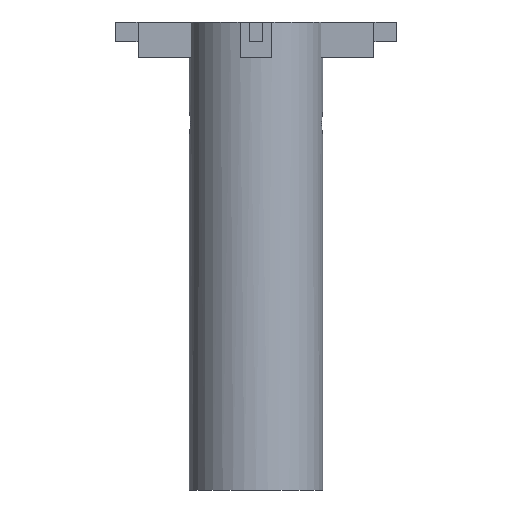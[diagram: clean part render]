
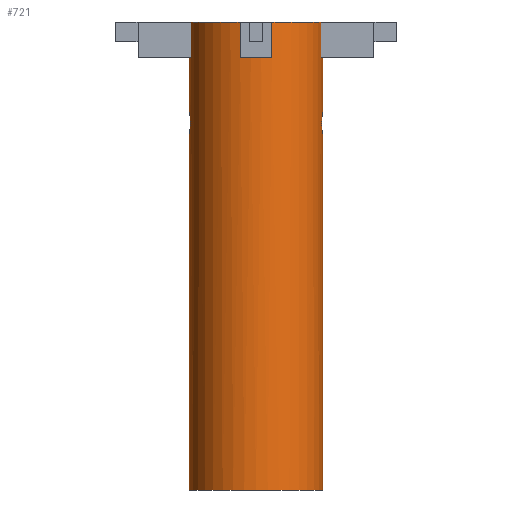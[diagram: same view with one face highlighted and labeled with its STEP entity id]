
A CAD part, left-side view. The second image highlights one B-rep face of the part: STEP entity #721.
In plain terms, the highlighted cylindrical face has radius 10.795 mm (diameter 21.59 mm), a full revolution.
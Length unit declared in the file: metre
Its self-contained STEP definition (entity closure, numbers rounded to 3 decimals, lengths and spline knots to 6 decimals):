
#12=B_SPLINE_CURVE_WITH_KNOTS('',3,(#1119,#1120,#1121,#1122,#1123,#1124,
#1125,#1126,#1127,#1128,#1129),.UNSPECIFIED.,.T.,.F.,(1,1,1,1,1,1,1,1,1,
1,1,1,1,1,1),(-0.004699,-0.003133,-0.001566,
0.,0.001566,0.003133,0.004699,
0.006266,0.007832,0.009398,0.010965,
0.012531,0.014098,0.015664,0.017231),
 .UNSPECIFIED.);
#13=B_SPLINE_CURVE_WITH_KNOTS('',3,(#1131,#1132,#1133,#1134,#1135,#1136,
#1137,#1138,#1139,#1140,#1141),.UNSPECIFIED.,.T.,.F.,(1,1,1,1,1,1,1,1,1,
1,1,1,1,1,1),(-0.004699,-0.003133,-0.001566,
0.,0.001566,0.003133,0.004699,
0.006266,0.007832,0.009398,0.010965,
0.012531,0.014098,0.015664,0.017231),
 .UNSPECIFIED.);
#16=CYLINDRICAL_SURFACE('',#778,0.010795);
#20=CIRCLE('',#771,0.010795);
#21=CIRCLE('',#772,0.010795);
#22=CIRCLE('',#773,0.010795);
#23=CIRCLE('',#774,0.010795);
#25=CIRCLE('',#779,0.010795);
#26=CIRCLE('',#780,0.010795);
#27=CIRCLE('',#781,0.010795);
#28=CIRCLE('',#782,0.010795);
#29=CIRCLE('',#783,0.010795);
#72=ORIENTED_EDGE('',*,*,#278,.T.);
#73=ORIENTED_EDGE('',*,*,#279,.F.);
#74=ORIENTED_EDGE('',*,*,#280,.F.);
#75=ORIENTED_EDGE('',*,*,#264,.F.);
#76=ORIENTED_EDGE('',*,*,#281,.T.);
#77=ORIENTED_EDGE('',*,*,#282,.F.);
#78=ORIENTED_EDGE('',*,*,#283,.F.);
#79=ORIENTED_EDGE('',*,*,#256,.F.);
#80=ORIENTED_EDGE('',*,*,#284,.T.);
#81=ORIENTED_EDGE('',*,*,#285,.F.);
#82=ORIENTED_EDGE('',*,*,#286,.F.);
#83=ORIENTED_EDGE('',*,*,#248,.F.);
#84=ORIENTED_EDGE('',*,*,#287,.T.);
#85=ORIENTED_EDGE('',*,*,#288,.F.);
#86=ORIENTED_EDGE('',*,*,#289,.F.);
#87=ORIENTED_EDGE('',*,*,#240,.F.);
#88=ORIENTED_EDGE('',*,*,#290,.T.);
#89=ORIENTED_EDGE('',*,*,#291,.F.);
#90=ORIENTED_EDGE('',*,*,#292,.T.);
#240=EDGE_CURVE('',#343,#344,#20,.T.);
#248=EDGE_CURVE('',#351,#352,#21,.T.);
#256=EDGE_CURVE('',#359,#360,#22,.T.);
#264=EDGE_CURVE('',#367,#368,#23,.T.);
#278=EDGE_CURVE('',#381,#381,#25,.T.);
#279=EDGE_CURVE('',#382,#383,#26,.T.);
#280=EDGE_CURVE('',#368,#382,#447,.T.);
#281=EDGE_CURVE('',#367,#384,#448,.T.);
#282=EDGE_CURVE('',#385,#384,#27,.T.);
#283=EDGE_CURVE('',#360,#385,#449,.T.);
#284=EDGE_CURVE('',#359,#386,#450,.T.);
#285=EDGE_CURVE('',#387,#386,#28,.T.);
#286=EDGE_CURVE('',#352,#387,#451,.T.);
#287=EDGE_CURVE('',#351,#388,#452,.T.);
#288=EDGE_CURVE('',#389,#388,#29,.T.);
#289=EDGE_CURVE('',#344,#389,#453,.T.);
#290=EDGE_CURVE('',#343,#383,#454,.T.);
#291=EDGE_CURVE('',#390,#390,#12,.T.);
#292=EDGE_CURVE('',#391,#391,#13,.T.);
#343=VERTEX_POINT('',#1018);
#344=VERTEX_POINT('',#1020);
#351=VERTEX_POINT('',#1034);
#352=VERTEX_POINT('',#1036);
#359=VERTEX_POINT('',#1050);
#360=VERTEX_POINT('',#1052);
#367=VERTEX_POINT('',#1066);
#368=VERTEX_POINT('',#1068);
#381=VERTEX_POINT('',#1098);
#382=VERTEX_POINT('',#1100);
#383=VERTEX_POINT('',#1101);
#384=VERTEX_POINT('',#1104);
#385=VERTEX_POINT('',#1106);
#386=VERTEX_POINT('',#1109);
#387=VERTEX_POINT('',#1111);
#388=VERTEX_POINT('',#1114);
#389=VERTEX_POINT('',#1116);
#390=VERTEX_POINT('',#1130);
#391=VERTEX_POINT('',#1142);
#447=LINE('',#1102,#535);
#448=LINE('',#1103,#536);
#449=LINE('',#1107,#537);
#450=LINE('',#1108,#538);
#451=LINE('',#1112,#539);
#452=LINE('',#1113,#540);
#453=LINE('',#1117,#541);
#454=LINE('',#1118,#542);
#535=VECTOR('',#880,1.);
#536=VECTOR('',#881,1.);
#537=VECTOR('',#884,1.);
#538=VECTOR('',#885,1.);
#539=VECTOR('',#888,1.);
#540=VECTOR('',#889,1.);
#541=VECTOR('',#892,1.);
#542=VECTOR('',#893,1.);
#591=EDGE_LOOP('',(#72));
#592=EDGE_LOOP('',(#73,#74,#75,#76,#77,#78,#79,#80,#81,#82,#83,#84,#85,
#86,#87,#88));
#593=EDGE_LOOP('',(#89));
#594=EDGE_LOOP('',(#90));
#639=FACE_BOUND('',#591,.T.);
#640=FACE_BOUND('',#592,.T.);
#641=FACE_BOUND('',#593,.T.);
#642=FACE_BOUND('',#594,.T.);
#721=ADVANCED_FACE('',(#639,#640,#641,#642),#16,.T.);
#771=AXIS2_PLACEMENT_3D('',#1019,#827,#828);
#772=AXIS2_PLACEMENT_3D('',#1035,#836,#837);
#773=AXIS2_PLACEMENT_3D('',#1051,#845,#846);
#774=AXIS2_PLACEMENT_3D('',#1067,#854,#855);
#778=AXIS2_PLACEMENT_3D('',#1096,#874,#875);
#779=AXIS2_PLACEMENT_3D('',#1097,#876,#877);
#780=AXIS2_PLACEMENT_3D('',#1099,#878,#879);
#781=AXIS2_PLACEMENT_3D('',#1105,#882,#883);
#782=AXIS2_PLACEMENT_3D('',#1110,#886,#887);
#783=AXIS2_PLACEMENT_3D('',#1115,#890,#891);
#827=DIRECTION('',(0.,0.,1.));
#828=DIRECTION('',(1.,0.,0.));
#836=DIRECTION('',(0.,0.,1.));
#837=DIRECTION('',(1.,0.,0.));
#845=DIRECTION('',(0.,0.,1.));
#846=DIRECTION('',(1.,0.,0.));
#854=DIRECTION('',(0.,0.,1.));
#855=DIRECTION('',(1.,0.,0.));
#874=DIRECTION('',(0.,0.,1.));
#875=DIRECTION('',(1.,0.,0.));
#876=DIRECTION('',(0.,0.,1.));
#877=DIRECTION('',(1.,0.,0.));
#878=DIRECTION('',(0.,0.,1.));
#879=DIRECTION('',(1.,0.,0.));
#880=DIRECTION('',(0.,0.,-1.));
#881=DIRECTION('',(0.,0.,-1.));
#882=DIRECTION('',(0.,0.,1.));
#883=DIRECTION('',(1.,0.,0.));
#884=DIRECTION('',(0.,0.,-1.));
#885=DIRECTION('',(0.,0.,-1.));
#886=DIRECTION('',(0.,0.,1.));
#887=DIRECTION('',(1.,0.,0.));
#888=DIRECTION('',(0.,0.,-1.));
#889=DIRECTION('',(0.,0.,-1.));
#890=DIRECTION('',(0.,0.,1.));
#891=DIRECTION('',(1.,0.,0.));
#892=DIRECTION('',(0.,0.,-1.));
#893=DIRECTION('',(0.,0.,-1.));
#1018=CARTESIAN_POINT('',(-0.00254,0.010492,0.074724));
#1019=CARTESIAN_POINT('',(0.,0.,0.074724));
#1020=CARTESIAN_POINT('',(-0.010492,0.00254,0.074724));
#1034=CARTESIAN_POINT('',(-0.010492,-0.00254,0.074724));
#1035=CARTESIAN_POINT('',(0.,0.,0.074724));
#1036=CARTESIAN_POINT('',(-0.00254,-0.010492,0.074724));
#1050=CARTESIAN_POINT('',(0.00254,-0.010492,0.074724));
#1051=CARTESIAN_POINT('',(0.,0.,0.074724));
#1052=CARTESIAN_POINT('',(0.010492,-0.00254,0.074724));
#1066=CARTESIAN_POINT('',(0.010492,0.00254,0.074724));
#1067=CARTESIAN_POINT('',(0.,0.,0.074724));
#1068=CARTESIAN_POINT('',(0.00254,0.010492,0.074724));
#1096=CARTESIAN_POINT('',(0.,0.,0.000429));
#1097=CARTESIAN_POINT('',(0.,0.,-0.000841));
#1098=CARTESIAN_POINT('',(0.010795,0.,-0.000841));
#1099=CARTESIAN_POINT('',(0.,0.,0.069009));
#1100=CARTESIAN_POINT('',(0.00254,0.010492,0.069009));
#1101=CARTESIAN_POINT('',(-0.00254,0.010492,0.069009));
#1102=CARTESIAN_POINT('',(0.00254,0.010492,0.074724));
#1103=CARTESIAN_POINT('',(0.010492,0.00254,0.074724));
#1104=CARTESIAN_POINT('',(0.010492,0.00254,0.069009));
#1105=CARTESIAN_POINT('',(0.,0.,0.069009));
#1106=CARTESIAN_POINT('',(0.010492,-0.00254,0.069009));
#1107=CARTESIAN_POINT('',(0.010492,-0.00254,0.074724));
#1108=CARTESIAN_POINT('',(0.00254,-0.010492,0.074724));
#1109=CARTESIAN_POINT('',(0.00254,-0.010492,0.069009));
#1110=CARTESIAN_POINT('',(0.,0.,0.069009));
#1111=CARTESIAN_POINT('',(-0.00254,-0.010492,0.069009));
#1112=CARTESIAN_POINT('',(-0.00254,-0.010492,0.074724));
#1113=CARTESIAN_POINT('',(-0.010492,-0.00254,0.074724));
#1114=CARTESIAN_POINT('',(-0.010492,-0.00254,0.069009));
#1115=CARTESIAN_POINT('',(0.,0.,0.069009));
#1116=CARTESIAN_POINT('',(-0.010492,0.00254,0.069009));
#1117=CARTESIAN_POINT('',(-0.010492,0.00254,0.074724));
#1118=CARTESIAN_POINT('',(-0.00254,0.010492,0.074724));
#1119=CARTESIAN_POINT('',(0.001569,0.010702,0.056854));
#1120=CARTESIAN_POINT('',(0.,0.010841,0.056203));
#1121=CARTESIAN_POINT('',(-0.001567,0.010702,0.056854));
#1122=CARTESIAN_POINT('',(-0.002216,0.010561,0.058418));
#1123=CARTESIAN_POINT('',(-0.001568,0.010702,0.059987));
#1124=CARTESIAN_POINT('',(-0.000001,0.010841,0.060636));
#1125=CARTESIAN_POINT('',(0.001565,0.010703,0.059989));
#1126=CARTESIAN_POINT('',(0.002216,0.010561,0.058422));
#1127=CARTESIAN_POINT('',(0.001569,0.010702,0.056854));
#1128=CARTESIAN_POINT('',(0.,0.010841,0.056203));
#1129=CARTESIAN_POINT('',(-0.001567,0.010702,0.056854));
#1130=CARTESIAN_POINT('',(0.,0.010795,0.05642));
#1131=CARTESIAN_POINT('',(-0.001569,-0.010702,0.059986));
#1132=CARTESIAN_POINT('',(0.,-0.010841,0.060637));
#1133=CARTESIAN_POINT('',(0.001567,-0.010702,0.059986));
#1134=CARTESIAN_POINT('',(0.002216,-0.010561,0.058422));
#1135=CARTESIAN_POINT('',(0.001568,-0.010702,0.056853));
#1136=CARTESIAN_POINT('',(0.000001,-0.010841,0.056204));
#1137=CARTESIAN_POINT('',(-0.001565,-0.010703,0.056851));
#1138=CARTESIAN_POINT('',(-0.002216,-0.010561,0.058418));
#1139=CARTESIAN_POINT('',(-0.001569,-0.010702,0.059986));
#1140=CARTESIAN_POINT('',(0.,-0.010841,0.060637));
#1141=CARTESIAN_POINT('',(0.001567,-0.010702,0.059986));
#1142=CARTESIAN_POINT('',(0.,-0.010795,0.06042));
